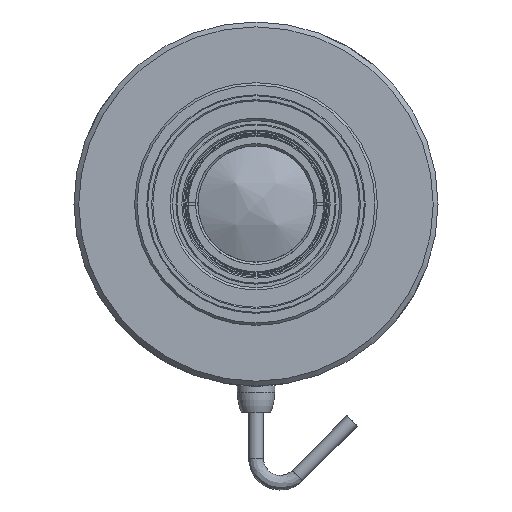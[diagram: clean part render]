
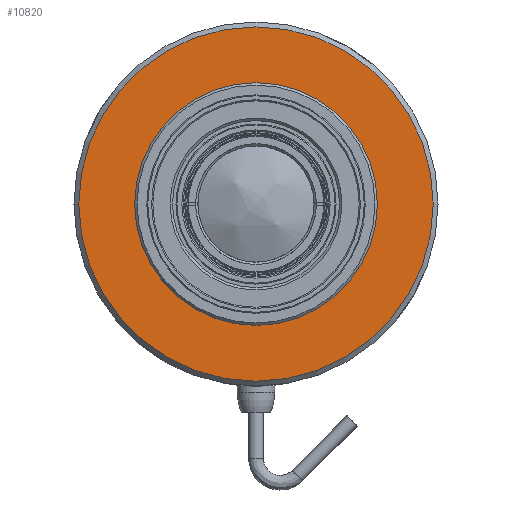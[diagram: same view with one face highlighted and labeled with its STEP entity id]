
A CAD part, front view. The second image highlights one B-rep face of the part: STEP entity #10820.
In plain terms, the highlighted planar face has unit normal (0, -1, 0).
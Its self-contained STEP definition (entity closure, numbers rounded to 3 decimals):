
#554 = FACE_OUTER_BOUND ( 'NONE', #11818, .T. ) ;
#625 = DIRECTION ( 'NONE',  ( 0., 0., 1. ) ) ;
#1058 = CARTESIAN_POINT ( 'NONE',  ( 0., -99.583, 0. ) ) ;
#1556 = EDGE_CURVE ( 'NONE', #11381, #11381, #2611, .T. ) ;
#1637 = ORIENTED_EDGE ( 'NONE', *, *, #1556, .F. ) ;
#1980 = CIRCLE ( 'NONE', #7007, 36.5 ) ;
#2611 = CIRCLE ( 'NONE', #11067, 25. ) ;
#2718 = DIRECTION ( 'NONE',  ( 0., 1., 0. ) ) ;
#2848 = CARTESIAN_POINT ( 'NONE',  ( 0., -99.583, 0. ) ) ;
#4197 = AXIS2_PLACEMENT_3D ( 'NONE', #5403, #9254, #625 ) ;
#4398 = PLANE ( 'NONE',  #4197 ) ;
#5403 = CARTESIAN_POINT ( 'NONE',  ( 0., -99.583, 27.5 ) ) ;
#6494 = EDGE_LOOP ( 'NONE', ( #1637 ) ) ;
#6609 = DIRECTION ( 'NONE',  ( 0., -1., 0. ) ) ;
#7007 = AXIS2_PLACEMENT_3D ( 'NONE', #2848, #2718, #8568 ) ;
#7455 = VERTEX_POINT ( 'NONE', #7524 ) ;
#7502 = ORIENTED_EDGE ( 'NONE', *, *, #8585, .F. ) ;
#7524 = CARTESIAN_POINT ( 'NONE',  ( 0., -99.583, 36.5 ) ) ;
#8568 = DIRECTION ( 'NONE',  ( 0., 0., 1. ) ) ;
#8585 = EDGE_CURVE ( 'NONE', #7455, #7455, #1980, .T. ) ;
#8663 = CARTESIAN_POINT ( 'NONE',  ( 0., -99.583, -25. ) ) ;
#8737 = DIRECTION ( 'NONE',  ( 0., 0., -1. ) ) ;
#9254 = DIRECTION ( 'NONE',  ( 0., 1., 0. ) ) ;
#10820 = ADVANCED_FACE ( 'NONE', ( #554, #12099 ), #4398, .F. ) ;
#11067 = AXIS2_PLACEMENT_3D ( 'NONE', #1058, #6609, #8737 ) ;
#11381 = VERTEX_POINT ( 'NONE', #8663 ) ;
#11818 = EDGE_LOOP ( 'NONE', ( #7502 ) ) ;
#12099 = FACE_BOUND ( 'NONE', #6494, .T. ) ;
